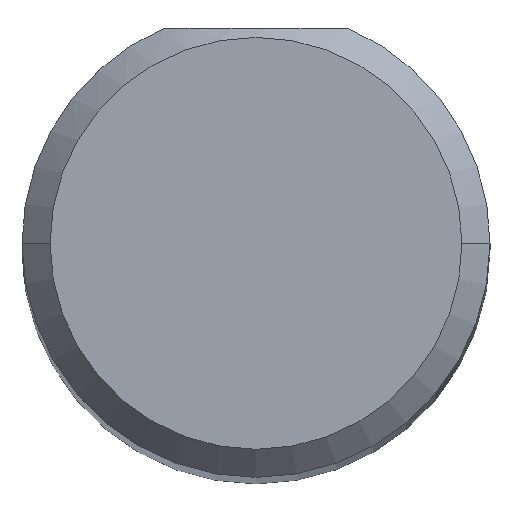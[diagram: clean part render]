
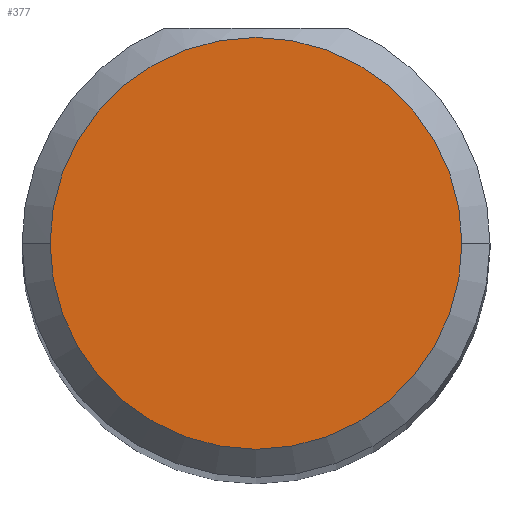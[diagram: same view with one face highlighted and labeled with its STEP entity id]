
A CAD part, top view. The second image highlights one B-rep face of the part: STEP entity #377.
In plain terms, the highlighted planar face has unit normal (0, 0, 1).
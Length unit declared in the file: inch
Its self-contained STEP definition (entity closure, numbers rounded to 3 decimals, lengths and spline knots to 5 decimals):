
#12 = DIRECTION ( 'NONE',  ( 0., 0., -1. ) ) ;
#63 = ORIENTED_EDGE ( 'NONE', *, *, #656, .F. ) ;
#107 = DIRECTION ( 'NONE',  ( -1., 0., 0. ) ) ;
#109 = CARTESIAN_POINT ( 'NONE',  ( 0.5, 0., 2.5 ) ) ;
#121 = VERTEX_POINT ( 'NONE', #602 ) ;
#167 = DIRECTION ( 'NONE',  ( -1., 0., 0. ) ) ;
#169 = CIRCLE ( 'NONE', #629, 0.11 ) ;
#174 = DIRECTION ( 'NONE',  ( 0., 0., 1. ) ) ;
#208 = CARTESIAN_POINT ( 'NONE',  ( 0.5, 0., 2.5 ) ) ;
#216 = DIRECTION ( 'NONE',  ( 0., 0., -1. ) ) ;
#243 = CIRCLE ( 'NONE', #491, 0.11 ) ;
#323 = PLANE ( 'NONE',  #531 ) ;
#330 = EDGE_CURVE ( 'NONE', #121, #495, #169, .T. ) ;
#377 = ADVANCED_FACE ( 'NONE', ( #576 ), #323, .T. ) ;
#423 = CARTESIAN_POINT ( 'NONE',  ( 0.5, 0., 2.5 ) ) ;
#469 = DIRECTION ( 'NONE',  ( -1., 0., 0. ) ) ;
#491 = AXIS2_PLACEMENT_3D ( 'NONE', #109, #12, #469 ) ;
#495 = VERTEX_POINT ( 'NONE', #645 ) ;
#518 = EDGE_LOOP ( 'NONE', ( #63, #595 ) ) ;
#531 = AXIS2_PLACEMENT_3D ( 'NONE', #423, #174, #167 ) ;
#576 = FACE_OUTER_BOUND ( 'NONE', #518, .T. ) ;
#595 = ORIENTED_EDGE ( 'NONE', *, *, #330, .F. ) ;
#602 = CARTESIAN_POINT ( 'NONE',  ( 0.39, 0., 2.5 ) ) ;
#629 = AXIS2_PLACEMENT_3D ( 'NONE', #208, #216, #107 ) ;
#645 = CARTESIAN_POINT ( 'NONE',  ( 0.61, 0., 2.5 ) ) ;
#656 = EDGE_CURVE ( 'NONE', #495, #121, #243, .T. ) ;
